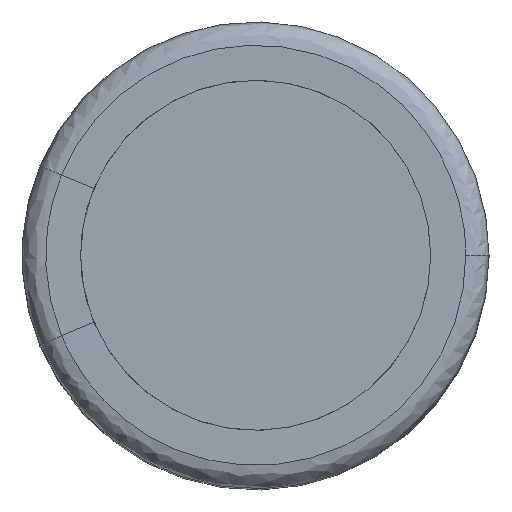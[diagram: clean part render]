
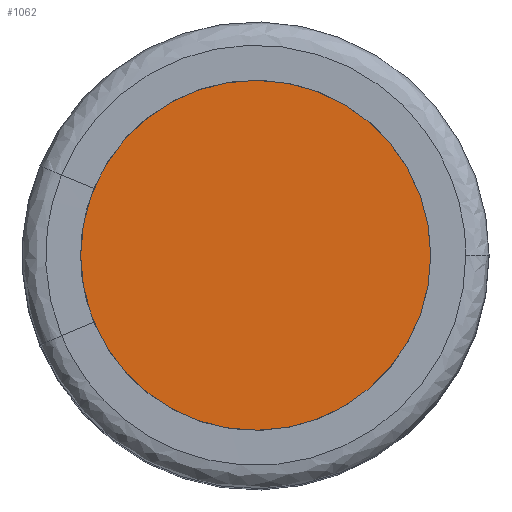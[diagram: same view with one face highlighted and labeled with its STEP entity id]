
A CAD part, top view. The second image highlights one B-rep face of the part: STEP entity #1062.
In plain terms, the highlighted planar face has unit normal (0, 0, 1).
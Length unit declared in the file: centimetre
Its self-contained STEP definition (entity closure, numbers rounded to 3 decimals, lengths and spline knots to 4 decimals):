
#122 = PLANE ( 'NONE',  #1445 ) ;
#290 = VERTEX_POINT ( 'NONE', #1045 ) ;
#391 = ORIENTED_EDGE ( 'NONE', *, *, #1721, .T. ) ;
#421 = DIRECTION ( 'NONE',  ( 1., 0., 0. ) ) ;
#440 = CARTESIAN_POINT ( 'NONE',  ( -0.15, 0., 0.69 ) ) ;
#621 = EDGE_CURVE ( 'NONE', #290, #1795, #1778, .T. ) ;
#654 = DIRECTION ( 'NONE',  ( 1., 0., 0. ) ) ;
#681 = CARTESIAN_POINT ( 'NONE',  ( 0., 0., 0.69 ) ) ;
#705 = DIRECTION ( 'NONE',  ( 0., 0., 1. ) ) ;
#769 = CARTESIAN_POINT ( 'NONE',  ( 0., 0., 0.69 ) ) ;
#954 = CARTESIAN_POINT ( 'NONE',  ( 0., 0., 0.69 ) ) ;
#1010 = ORIENTED_EDGE ( 'NONE', *, *, #621, .T. ) ;
#1045 = CARTESIAN_POINT ( 'NONE',  ( 0.15, 0., 0.69 ) ) ;
#1062 = ADVANCED_FACE ( 'NONE', ( #2158 ), #122, .T. ) ;
#1132 = AXIS2_PLACEMENT_3D ( 'NONE', #769, #1601, #421 ) ;
#1402 = AXIS2_PLACEMENT_3D ( 'NONE', #681, #705, #654 ) ;
#1445 = AXIS2_PLACEMENT_3D ( 'NONE', #954, #1949, #1940 ) ;
#1601 = DIRECTION ( 'NONE',  ( 0., 0., 1. ) ) ;
#1721 = EDGE_CURVE ( 'NONE', #1795, #290, #1853, .T. ) ;
#1778 = CIRCLE ( 'NONE', #1402, 0.15 ) ;
#1795 = VERTEX_POINT ( 'NONE', #440 ) ;
#1853 = CIRCLE ( 'NONE', #1132, 0.15 ) ;
#1940 = DIRECTION ( 'NONE',  ( 1., 0., 0. ) ) ;
#1949 = DIRECTION ( 'NONE',  ( 0., 0., 1. ) ) ;
#2007 = EDGE_LOOP ( 'NONE', ( #1010, #391 ) ) ;
#2158 = FACE_OUTER_BOUND ( 'NONE', #2007, .T. ) ;
